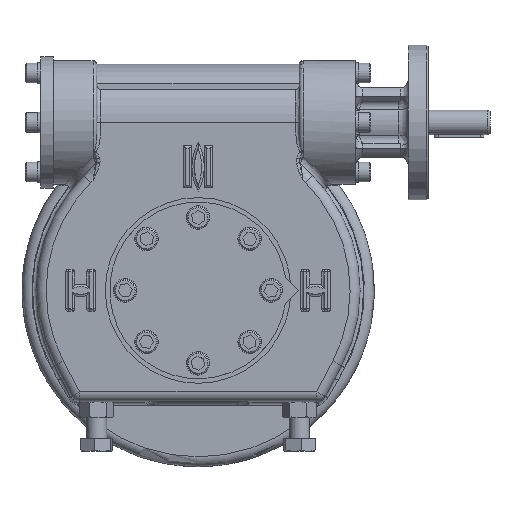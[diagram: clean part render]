
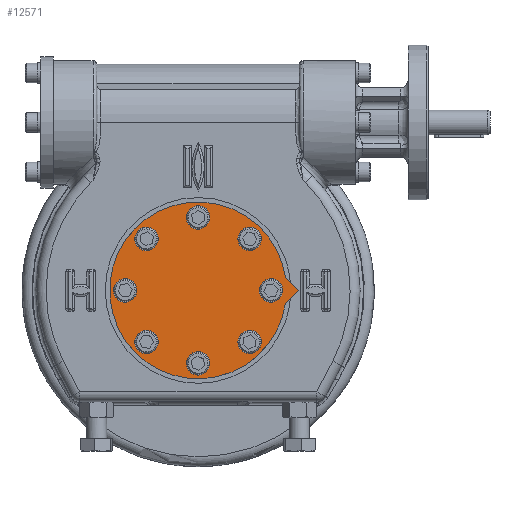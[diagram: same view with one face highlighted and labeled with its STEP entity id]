
A CAD part, top view. The second image highlights one B-rep face of the part: STEP entity #12571.
In plain terms, the highlighted planar face has unit normal (0, 0, 1).
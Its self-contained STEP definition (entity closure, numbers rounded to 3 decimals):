
#549=CIRCLE('',#13436,9.5);
#554=CIRCLE('',#13453,9.5);
#559=CIRCLE('',#13470,9.5);
#574=CIRCLE('',#13536,9.5);
#575=CIRCLE('',#13537,9.5);
#576=CIRCLE('',#13538,71.5);
#577=CIRCLE('',#13539,9.5);
#578=CIRCLE('',#13540,9.5);
#579=CIRCLE('',#13541,9.5);
#1382=LINE('',#20871,#2199);
#1383=LINE('',#20873,#2200);
#2199=VECTOR('',#15704,1000.);
#2200=VECTOR('',#15705,1000.);
#4074=ORIENTED_EDGE('',*,*,#6858,.T.);
#4075=ORIENTED_EDGE('',*,*,#6986,.T.);
#4076=ORIENTED_EDGE('',*,*,#6987,.T.);
#4077=ORIENTED_EDGE('',*,*,#6988,.F.);
#4078=ORIENTED_EDGE('',*,*,#6989,.F.);
#4079=ORIENTED_EDGE('',*,*,#6990,.F.);
#4080=ORIENTED_EDGE('',*,*,#6991,.T.);
#4081=ORIENTED_EDGE('',*,*,#6992,.T.);
#4082=ORIENTED_EDGE('',*,*,#6993,.T.);
#4083=ORIENTED_EDGE('',*,*,#6881,.T.);
#4084=ORIENTED_EDGE('',*,*,#6835,.T.);
#6835=EDGE_CURVE('',#8451,#8451,#549,.T.);
#6858=EDGE_CURVE('',#8468,#8468,#554,.T.);
#6881=EDGE_CURVE('',#8485,#8485,#559,.T.);
#6986=EDGE_CURVE('',#8560,#8560,#574,.T.);
#6987=EDGE_CURVE('',#8561,#8561,#575,.T.);
#6988=EDGE_CURVE('',#8562,#8563,#576,.T.);
#6989=EDGE_CURVE('',#8564,#8562,#1382,.T.);
#6990=EDGE_CURVE('',#8563,#8564,#1383,.T.);
#6991=EDGE_CURVE('',#8565,#8565,#577,.T.);
#6992=EDGE_CURVE('',#8566,#8566,#578,.T.);
#6993=EDGE_CURVE('',#8567,#8567,#579,.T.);
#8451=VERTEX_POINT('',#20530);
#8468=VERTEX_POINT('',#20582);
#8485=VERTEX_POINT('',#20634);
#8560=VERTEX_POINT('',#20865);
#8561=VERTEX_POINT('',#20867);
#8562=VERTEX_POINT('',#20869);
#8563=VERTEX_POINT('',#20870);
#8564=VERTEX_POINT('',#20872);
#8565=VERTEX_POINT('',#20875);
#8566=VERTEX_POINT('',#20877);
#8567=VERTEX_POINT('',#20879);
#10117=EDGE_LOOP('',(#4074));
#10118=EDGE_LOOP('',(#4075));
#10119=EDGE_LOOP('',(#4076));
#10120=EDGE_LOOP('',(#4077,#4078,#4079));
#10121=EDGE_LOOP('',(#4080));
#10122=EDGE_LOOP('',(#4081));
#10123=EDGE_LOOP('',(#4082));
#10124=EDGE_LOOP('',(#4083));
#10125=EDGE_LOOP('',(#4084));
#11179=FACE_BOUND('',#10117,.T.);
#11180=FACE_BOUND('',#10118,.T.);
#11181=FACE_BOUND('',#10119,.T.);
#11182=FACE_BOUND('',#10120,.T.);
#11183=FACE_BOUND('',#10121,.T.);
#11184=FACE_BOUND('',#10122,.T.);
#11185=FACE_BOUND('',#10123,.T.);
#11186=FACE_BOUND('',#10124,.T.);
#11187=FACE_BOUND('',#10125,.T.);
#12043=PLANE('',#13535);
#12571=ADVANCED_FACE('',(#11179,#11180,#11181,#11182,#11183,#11184,#11185,
#11186,#11187),#12043,.F.);
#13436=AXIS2_PLACEMENT_3D('',#20529,#15372,#15373);
#13453=AXIS2_PLACEMENT_3D('',#20581,#15424,#15425);
#13470=AXIS2_PLACEMENT_3D('',#20633,#15476,#15477);
#13535=AXIS2_PLACEMENT_3D('',#20863,#15696,#15697);
#13536=AXIS2_PLACEMENT_3D('',#20864,#15698,#15699);
#13537=AXIS2_PLACEMENT_3D('',#20866,#15700,#15701);
#13538=AXIS2_PLACEMENT_3D('',#20868,#15702,#15703);
#13539=AXIS2_PLACEMENT_3D('',#20874,#15706,#15707);
#13540=AXIS2_PLACEMENT_3D('',#20876,#15708,#15709);
#13541=AXIS2_PLACEMENT_3D('',#20878,#15710,#15711);
#15372=DIRECTION('',(0.,0.,-1.));
#15373=DIRECTION('',(0.924,0.383,0.));
#15424=DIRECTION('',(0.,0.,-1.));
#15425=DIRECTION('',(0.383,-0.924,0.));
#15476=DIRECTION('',(0.,0.,-1.));
#15477=DIRECTION('',(0.924,-0.382,0.));
#15696=DIRECTION('',(0.,0.,-1.));
#15697=DIRECTION('',(1.,0.,0.));
#15698=DIRECTION('',(0.,0.,-1.));
#15699=DIRECTION('',(-0.924,0.382,0.));
#15700=DIRECTION('',(0.,0.,-1.));
#15701=DIRECTION('',(-0.382,-0.924,0.));
#15702=DIRECTION('',(0.,0.,-1.));
#15703=DIRECTION('',(1.,0.,0.));
#15704=DIRECTION('',(-0.707,-0.707,0.));
#15705=DIRECTION('',(0.707,-0.707,0.));
#15706=DIRECTION('',(0.,0.,-1.));
#15707=DIRECTION('',(0.382,0.924,0.));
#15708=DIRECTION('',(0.,0.,-1.));
#15709=DIRECTION('',(-0.924,-0.383,0.));
#15710=DIRECTION('',(0.,0.,-1.));
#15711=DIRECTION('',(-0.383,0.924,0.));
#20529=CARTESIAN_POINT('',(41.719,-41.719,90.95));
#20530=CARTESIAN_POINT('',(50.495,-38.08,90.95));
#20581=CARTESIAN_POINT('',(-41.719,-41.719,90.95));
#20582=CARTESIAN_POINT('',(-38.08,-50.495,90.95));
#20633=CARTESIAN_POINT('',(0.,-59.,90.95));
#20634=CARTESIAN_POINT('',(8.778,-62.632,90.95));
#20863=CARTESIAN_POINT('',(0.,0.,90.95));
#20864=CARTESIAN_POINT('',(0.,59.,90.95));
#20865=CARTESIAN_POINT('',(-8.778,62.632,90.95));
#20866=CARTESIAN_POINT('',(-59.,0.,90.95));
#20867=CARTESIAN_POINT('',(-62.632,-8.778,90.95));
#20868=CARTESIAN_POINT('',(0.,0.,90.95));
#20869=CARTESIAN_POINT('',(70.676,-10.824,90.95));
#20870=CARTESIAN_POINT('',(70.676,10.824,90.95));
#20871=CARTESIAN_POINT('',(81.5,0.,90.95));
#20872=CARTESIAN_POINT('',(81.5,0.,90.95));
#20873=CARTESIAN_POINT('',(70.676,10.824,90.95));
#20874=CARTESIAN_POINT('',(59.,0.,90.95));
#20875=CARTESIAN_POINT('',(62.632,8.778,90.95));
#20876=CARTESIAN_POINT('',(-41.719,41.719,90.95));
#20877=CARTESIAN_POINT('',(-50.495,38.08,90.95));
#20878=CARTESIAN_POINT('',(41.719,41.719,90.95));
#20879=CARTESIAN_POINT('',(38.08,50.495,90.95));
